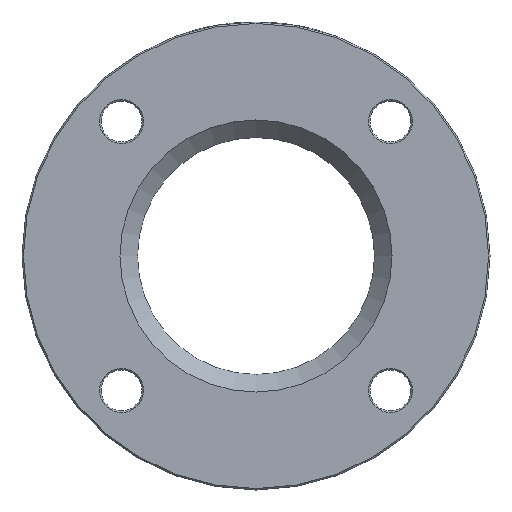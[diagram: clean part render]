
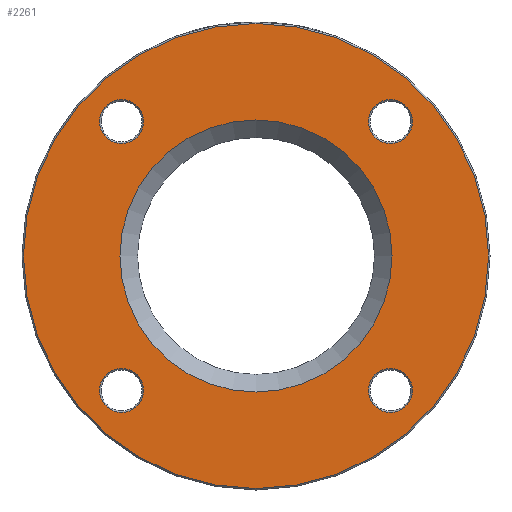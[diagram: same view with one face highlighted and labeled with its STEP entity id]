
A CAD part, left-side view. The second image highlights one B-rep face of the part: STEP entity #2261.
In plain terms, the highlighted planar face has unit normal (-1, 0, 0).
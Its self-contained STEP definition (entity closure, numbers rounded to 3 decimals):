
#152 = FACE_BOUND ( 'NONE', #3148, .T. ) ;
#198 = CARTESIAN_POINT ( 'NONE',  ( 0., -45.962, -45.962 ) ) ;
#285 = CARTESIAN_POINT ( 'NONE',  ( 0., -45.962, 45.962 ) ) ;
#343 = DIRECTION ( 'NONE',  ( -1., 0., 0. ) ) ;
#402 = AXIS2_PLACEMENT_3D ( 'NONE', #1103, #4114, #1739 ) ;
#433 = FACE_OUTER_BOUND ( 'NONE', #1982, .T. ) ;
#603 = CARTESIAN_POINT ( 'NONE',  ( 0., -45.962, -53.462 ) ) ;
#631 = DIRECTION ( 'NONE',  ( 1., 0., 0. ) ) ;
#806 = EDGE_LOOP ( 'NONE', ( #2512 ) ) ;
#1037 = AXIS2_PLACEMENT_3D ( 'NONE', #285, #631, #1986 ) ;
#1103 = CARTESIAN_POINT ( 'NONE',  ( 0., 0., 0. ) ) ;
#1119 = FACE_BOUND ( 'NONE', #4041, .T. ) ;
#1226 = ORIENTED_EDGE ( 'NONE', *, *, #2023, .T. ) ;
#1305 = CIRCLE ( 'NONE', #1886, 7.5 ) ;
#1307 = EDGE_CURVE ( 'NONE', #3917, #3917, #3831, .T. ) ;
#1446 = ORIENTED_EDGE ( 'NONE', *, *, #1916, .T. ) ;
#1447 = FACE_BOUND ( 'NONE', #3004, .T. ) ;
#1469 = CIRCLE ( 'NONE', #1676, 7.5 ) ;
#1471 = PLANE ( 'NONE',  #1967 ) ;
#1493 = DIRECTION ( 'NONE',  ( 0., 0., -1. ) ) ;
#1580 = VERTEX_POINT ( 'NONE', #603 ) ;
#1606 = DIRECTION ( 'NONE',  ( 1., 0., 0. ) ) ;
#1676 = AXIS2_PLACEMENT_3D ( 'NONE', #2840, #3854, #1493 ) ;
#1692 = CARTESIAN_POINT ( 'NONE',  ( 0., 0., 0. ) ) ;
#1710 = AXIS2_PLACEMENT_3D ( 'NONE', #1692, #343, #2392 ) ;
#1739 = DIRECTION ( 'NONE',  ( 0., 0., -1. ) ) ;
#1792 = EDGE_CURVE ( 'NONE', #2880, #2880, #2524, .T. ) ;
#1886 = AXIS2_PLACEMENT_3D ( 'NONE', #198, #1606, #3240 ) ;
#1916 = EDGE_CURVE ( 'NONE', #3897, #3897, #4202, .T. ) ;
#1967 = AXIS2_PLACEMENT_3D ( 'NONE', #4107, #3742, #3485 ) ;
#1982 = EDGE_LOOP ( 'NONE', ( #2158 ) ) ;
#1986 = DIRECTION ( 'NONE',  ( 0., 0., -1. ) ) ;
#2023 = EDGE_CURVE ( 'NONE', #1580, #1580, #1305, .T. ) ;
#2055 = EDGE_CURVE ( 'NONE', #2925, #2925, #4332, .T. ) ;
#2087 = FACE_BOUND ( 'NONE', #3664, .T. ) ;
#2158 = ORIENTED_EDGE ( 'NONE', *, *, #1307, .T. ) ;
#2237 = CARTESIAN_POINT ( 'NONE',  ( 0., -45.962, 38.462 ) ) ;
#2256 = CARTESIAN_POINT ( 'NONE',  ( 0., 45.962, -53.462 ) ) ;
#2261 = ADVANCED_FACE ( 'NONE', ( #1119, #433, #2386, #2087, #152, #1447 ), #1471, .F. ) ;
#2278 = ORIENTED_EDGE ( 'NONE', *, *, #2364, .T. ) ;
#2362 = CARTESIAN_POINT ( 'NONE',  ( 0., 45.962, 38.462 ) ) ;
#2364 = EDGE_CURVE ( 'NONE', #3879, #3879, #1469, .T. ) ;
#2386 = FACE_BOUND ( 'NONE', #806, .T. ) ;
#2392 = DIRECTION ( 'NONE',  ( 0., 0., -1. ) ) ;
#2450 = AXIS2_PLACEMENT_3D ( 'NONE', #2536, #4245, #4224 ) ;
#2466 = ORIENTED_EDGE ( 'NONE', *, *, #2055, .T. ) ;
#2512 = ORIENTED_EDGE ( 'NONE', *, *, #1792, .T. ) ;
#2524 = CIRCLE ( 'NONE', #1037, 7.5 ) ;
#2536 = CARTESIAN_POINT ( 'NONE',  ( 0., 45.962, -45.962 ) ) ;
#2613 = CARTESIAN_POINT ( 'NONE',  ( 0., 0., -79.5 ) ) ;
#2840 = CARTESIAN_POINT ( 'NONE',  ( 0., 45.962, 45.962 ) ) ;
#2880 = VERTEX_POINT ( 'NONE', #2237 ) ;
#2925 = VERTEX_POINT ( 'NONE', #2256 ) ;
#3004 = EDGE_LOOP ( 'NONE', ( #2278 ) ) ;
#3148 = EDGE_LOOP ( 'NONE', ( #2466 ) ) ;
#3240 = DIRECTION ( 'NONE',  ( 0., 0., -1. ) ) ;
#3485 = DIRECTION ( 'NONE',  ( 0., 0., -1. ) ) ;
#3590 = CARTESIAN_POINT ( 'NONE',  ( 0., 0., -46.5 ) ) ;
#3664 = EDGE_LOOP ( 'NONE', ( #1226 ) ) ;
#3742 = DIRECTION ( 'NONE',  ( 1., 0., 0. ) ) ;
#3831 = CIRCLE ( 'NONE', #1710, 79.5 ) ;
#3854 = DIRECTION ( 'NONE',  ( 1., 0., 0. ) ) ;
#3879 = VERTEX_POINT ( 'NONE', #2362 ) ;
#3897 = VERTEX_POINT ( 'NONE', #3590 ) ;
#3917 = VERTEX_POINT ( 'NONE', #2613 ) ;
#4041 = EDGE_LOOP ( 'NONE', ( #1446 ) ) ;
#4107 = CARTESIAN_POINT ( 'NONE',  ( 0., 40.5, 0. ) ) ;
#4114 = DIRECTION ( 'NONE',  ( 1., 0., 0. ) ) ;
#4202 = CIRCLE ( 'NONE', #402, 46.5 ) ;
#4224 = DIRECTION ( 'NONE',  ( 0., 0., -1. ) ) ;
#4245 = DIRECTION ( 'NONE',  ( 1., 0., 0. ) ) ;
#4332 = CIRCLE ( 'NONE', #2450, 7.5 ) ;
